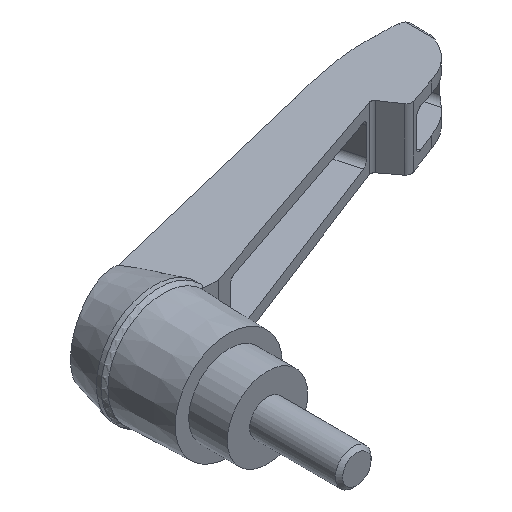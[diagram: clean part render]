
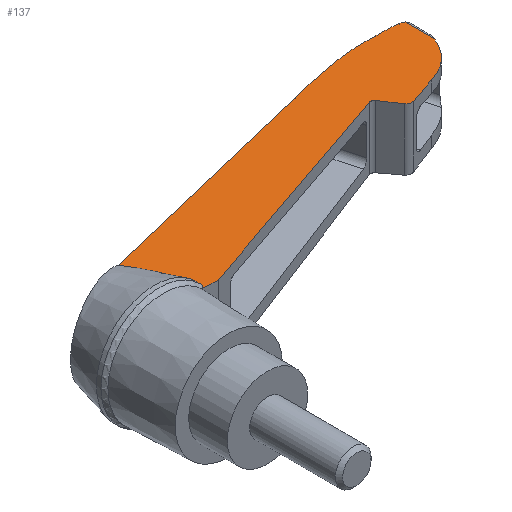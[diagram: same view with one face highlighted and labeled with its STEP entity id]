
A CAD part, isometric view. The second image highlights one B-rep face of the part: STEP entity #137.
In plain terms, the highlighted planar face has unit normal (0.034, 0, 0.999).
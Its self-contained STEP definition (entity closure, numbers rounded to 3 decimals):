
#137 = ADVANCED_FACE( '', ( #339 ), #340, .F. );
#339 = FACE_OUTER_BOUND( '', #605, .T. );
#340 = PLANE( '', #606 );
#605 = EDGE_LOOP( '', ( #938, #939, #940, #941, #942, #943, #944, #945, #946, #947, #948, #949, #950, #951, #952, #953 ) );
#606 = AXIS2_PLACEMENT_3D( '', #954, #955, #956 );
#938 = ORIENTED_EDGE( '', *, *, #1650, .F. );
#939 = ORIENTED_EDGE( '', *, *, #1651, .T. );
#940 = ORIENTED_EDGE( '', *, *, #1652, .F. );
#941 = ORIENTED_EDGE( '', *, *, #1653, .F. );
#942 = ORIENTED_EDGE( '', *, *, #1654, .T. );
#943 = ORIENTED_EDGE( '', *, *, #1655, .F. );
#944 = ORIENTED_EDGE( '', *, *, #1656, .F. );
#945 = ORIENTED_EDGE( '', *, *, #1657, .F. );
#946 = ORIENTED_EDGE( '', *, *, #1658, .F. );
#947 = ORIENTED_EDGE( '', *, *, #1659, .F. );
#948 = ORIENTED_EDGE( '', *, *, #1660, .F. );
#949 = ORIENTED_EDGE( '', *, *, #1661, .F. );
#950 = ORIENTED_EDGE( '', *, *, #1662, .F. );
#951 = ORIENTED_EDGE( '', *, *, #1663, .F. );
#952 = ORIENTED_EDGE( '', *, *, #1664, .F. );
#953 = ORIENTED_EDGE( '', *, *, #1613, .F. );
#954 = CARTESIAN_POINT( '', ( 0., 46.5, 6.943 ) );
#955 = DIRECTION( '', ( -0.034, 0., -0.999 ) );
#956 = DIRECTION( '', ( -0.999, 0., 0.034 ) );
#1613 = EDGE_CURVE( '', #1936, #1932, #1938, .T. );
#1650 = EDGE_CURVE( '', #2000, #1936, #2001, .T. );
#1651 = EDGE_CURVE( '', #2000, #2002, #2003, .T. );
#1652 = EDGE_CURVE( '', #2004, #2002, #2005, .T. );
#1653 = EDGE_CURVE( '', #2006, #2004, #2007, .T. );
#1654 = EDGE_CURVE( '', #2006, #2008, #2009, .T. );
#1655 = EDGE_CURVE( '', #2010, #2008, #2011, .T. );
#1656 = EDGE_CURVE( '', #2012, #2010, #2013, .T. );
#1657 = EDGE_CURVE( '', #2014, #2012, #2015, .T. );
#1658 = EDGE_CURVE( '', #2016, #2014, #2017, .T. );
#1659 = EDGE_CURVE( '', #2018, #2016, #2019, .T. );
#1660 = EDGE_CURVE( '', #2020, #2018, #2021, .T. );
#1661 = EDGE_CURVE( '', #2022, #2020, #2023, .T. );
#1662 = EDGE_CURVE( '', #2024, #2022, #2025, .T. );
#1663 = EDGE_CURVE( '', #2026, #2024, #2027, .T. );
#1664 = EDGE_CURVE( '', #1932, #2026, #2028, .T. );
#1932 = VERTEX_POINT( '', #2427 );
#1936 = VERTEX_POINT( '', #2440 );
#1938 = B_SPLINE_CURVE_WITH_KNOTS( '', 3, ( #2442, #2443, #2444, #2445, #2446, #2447, #2448, #2449, #2450, #2451, #2452, #2453 ), .UNSPECIFIED., .F., .F., ( 4, 2, 2, 2, 2, 4 ), ( 0., 0.002, 0.005, 0.007, 0.009, 0.01 ), .UNSPECIFIED. );
#2000 = VERTEX_POINT( '', #2540 );
#2001 = LINE( '', #2541, #2542 );
#2002 = VERTEX_POINT( '', #2543 );
#2003 = B_SPLINE_CURVE_WITH_KNOTS( '', 3, ( #2544, #2545, #2546, #2547, #2548, #2549 ), .UNSPECIFIED., .F., .F., ( 4, 2, 4 ), ( 0., 0.001, 0.001 ), .UNSPECIFIED. );
#2004 = VERTEX_POINT( '', #2550 );
#2005 = LINE( '', #2551, #2552 );
#2006 = VERTEX_POINT( '', #2553 );
#2007 = LINE( '', #2554, #2555 );
#2008 = VERTEX_POINT( '', #2556 );
#2009 = ELLIPSE( '', #2557, 0.7, 0.7 );
#2010 = VERTEX_POINT( '', #2558 );
#2011 = LINE( '', #2559, #2560 );
#2012 = VERTEX_POINT( '', #2561 );
#2013 = ELLIPSE( '', #2562, 1.001, 1. );
#2014 = VERTEX_POINT( '', #2563 );
#2015 = LINE( '', #2564, #2565 );
#2016 = VERTEX_POINT( '', #2566 );
#2017 = ELLIPSE( '', #2567, 10.006, 10. );
#2018 = VERTEX_POINT( '', #2568 );
#2019 = LINE( '', #2569, #2570 );
#2020 = VERTEX_POINT( '', #2571 );
#2021 = ELLIPSE( '', #2572, 1.601, 1.6 );
#2022 = VERTEX_POINT( '', #2573 );
#2023 = ELLIPSE( '', #2574, 35.02, 35. );
#2024 = VERTEX_POINT( '', #2575 );
#2025 = ELLIPSE( '', #2576, 35.02, 35. );
#2026 = VERTEX_POINT( '', #2577 );
#2027 = ELLIPSE( '', #2578, 141.08, 141. );
#2028 = LINE( '', #2579, #2580 );
#2427 = CARTESIAN_POINT( '', ( 2.77, 27.859, 6.849 ) );
#2440 = CARTESIAN_POINT( '', ( 7.079, 19., 6.704 ) );
#2442 = CARTESIAN_POINT( '', ( 7.079, 19., 6.704 ) );
#2443 = CARTESIAN_POINT( '', ( 6.787, 19.77, 6.714 ) );
#2444 = CARTESIAN_POINT( '', ( 6.487, 20.537, 6.724 ) );
#2445 = CARTESIAN_POINT( '', ( 5.863, 22.061, 6.745 ) );
#2446 = CARTESIAN_POINT( '', ( 5.539, 22.819, 6.756 ) );
#2447 = CARTESIAN_POINT( '', ( 4.854, 24.317, 6.779 ) );
#2448 = CARTESIAN_POINT( '', ( 4.492, 25.057, 6.791 ) );
#2449 = CARTESIAN_POINT( '', ( 3.899, 26.141, 6.811 ) );
#2450 = CARTESIAN_POINT( '', ( 3.693, 26.497, 6.818 ) );
#2451 = CARTESIAN_POINT( '', ( 3.254, 27.194, 6.833 ) );
#2452 = CARTESIAN_POINT( '', ( 3.022, 27.535, 6.841 ) );
#2453 = CARTESIAN_POINT( '', ( 2.77, 27.859, 6.849 ) );
#2540 = CARTESIAN_POINT( '', ( 7.079, 18.24, 6.704 ) );
#2541 = CARTESIAN_POINT( '', ( 7.079, 55.578, 6.704 ) );
#2542 = VECTOR( '', #3125, 1000. );
#2543 = CARTESIAN_POINT( '', ( 6.456, 17.5, 6.725 ) );
#2544 = CARTESIAN_POINT( '', ( 7.079, 18.24, 6.704 ) );
#2545 = CARTESIAN_POINT( '', ( 7.06, 18.071, 6.705 ) );
#2546 = CARTESIAN_POINT( '', ( 6.979, 17.916, 6.707 ) );
#2547 = CARTESIAN_POINT( '', ( 6.752, 17.666, 6.715 ) );
#2548 = CARTESIAN_POINT( '', ( 6.61, 17.571, 6.72 ) );
#2549 = CARTESIAN_POINT( '', ( 6.456, 17.5, 6.725 ) );
#2550 = CARTESIAN_POINT( '', ( 9.2, 17.5, 6.633 ) );
#2551 = CARTESIAN_POINT( '', ( -0.095, 17.5, 6.946 ) );
#2552 = VECTOR( '', #3126, 1000. );
#2553 = CARTESIAN_POINT( '', ( 49.14, 32.037, 5.285 ) );
#2554 = CARTESIAN_POINT( '', ( 9.107, 17.466, 6.636 ) );
#2555 = VECTOR( '', #3127, 1000. );
#2556 = CARTESIAN_POINT( '', ( 49.953, 31.781, 5.258 ) );
#2557 = AXIS2_PLACEMENT_3D( '', #3128, #3129, #3130 );
#2558 = CARTESIAN_POINT( '', ( 51.927, 28.962, 5.191 ) );
#2559 = CARTESIAN_POINT( '', ( 49.903, 31.852, 5.259 ) );
#2560 = VECTOR( '', #3131, 1000. );
#2561 = CARTESIAN_POINT( '', ( 53.088, 28.596, 5.152 ) );
#2562 = AXIS2_PLACEMENT_3D( '', #3132, #3133, #3134 );
#2563 = CARTESIAN_POINT( '', ( 57.9, 30.347, 4.99 ) );
#2564 = CARTESIAN_POINT( '', ( 52.951, 28.546, 5.156 ) );
#2565 = VECTOR( '', #3135, 1000. );
#2566 = CARTESIAN_POINT( '', ( 64.324, 36.302, 4.773 ) );
#2567 = AXIS2_PLACEMENT_3D( '', #3136, #3137, #3138 );
#2568 = CARTESIAN_POINT( '', ( 64.324, 41.207, 4.773 ) );
#2569 = CARTESIAN_POINT( '', ( 64.324, 46.5, 4.773 ) );
#2570 = VECTOR( '', #3139, 1000. );
#2571 = CARTESIAN_POINT( '', ( 63.6, 41.487, 4.797 ) );
#2572 = AXIS2_PLACEMENT_3D( '', #3140, #3141, #3142 );
#2573 = CARTESIAN_POINT( '', ( 59.7, 41.5, 4.929 ) );
#2574 = AXIS2_PLACEMENT_3D( '', #3143, #3144, #3145 );
#2575 = CARTESIAN_POINT( '', ( 53., 41., 5.155 ) );
#2576 = AXIS2_PLACEMENT_3D( '', #3146, #3147, #3148 );
#2577 = CARTESIAN_POINT( '', ( 43.4, 38.746, 5.479 ) );
#2578 = AXIS2_PLACEMENT_3D( '', #3149, #3150, #3151 );
#2579 = CARTESIAN_POINT( '', ( 43.266, 38.71, 5.483 ) );
#2580 = VECTOR( '', #3152, 1000. );
#3125 = DIRECTION( '', ( 0., 1., 0. ) );
#3126 = DIRECTION( '', ( -0.999, 0., 0.034 ) );
#3127 = DIRECTION( '', ( -0.939, -0.342, 0.032 ) );
#3128 = CARTESIAN_POINT( '', ( 49.38, 31.379, 5.277 ) );
#3129 = DIRECTION( '', ( -0.034, 0., -0.999 ) );
#3130 = DIRECTION( '', ( 0.999, 0., -0.034 ) );
#3131 = DIRECTION( '', ( -0.573, 0.819, 0.019 ) );
#3132 = CARTESIAN_POINT( '', ( 52.746, 29.535, 5.163 ) );
#3133 = DIRECTION( '', ( -0.034, 0., -0.999 ) );
#3134 = DIRECTION( '', ( 0.999, 0., -0.034 ) );
#3135 = DIRECTION( '', ( -0.939, -0.342, 0.032 ) );
#3136 = CARTESIAN_POINT( '', ( 55., 39.917, 5.087 ) );
#3137 = DIRECTION( '', ( -0.034, 0., -0.999 ) );
#3138 = DIRECTION( '', ( 0.999, 0., -0.034 ) );
#3139 = DIRECTION( '', ( 0., -1., 0. ) );
#3140 = CARTESIAN_POINT( '', ( 63.4, 39.9, 4.804 ) );
#3141 = DIRECTION( '', ( -0.034, 0., -0.999 ) );
#3142 = DIRECTION( '', ( 0.999, 0., -0.034 ) );
#3143 = CARTESIAN_POINT( '', ( 61.538, 6.548, 4.867 ) );
#3144 = DIRECTION( '', ( -0.034, 0., -0.999 ) );
#3145 = DIRECTION( '', ( 0.999, 0., -0.034 ) );
#3146 = CARTESIAN_POINT( '', ( 58.943, 6.508, 4.954 ) );
#3147 = DIRECTION( '', ( -0.034, 0., -0.999 ) );
#3148 = DIRECTION( '', ( 0.999, 0., -0.034 ) );
#3149 = CARTESIAN_POINT( '', ( 80.407, -97.311, 4.23 ) );
#3150 = DIRECTION( '', ( -0.034, 0., -0.999 ) );
#3151 = DIRECTION( '', ( 0.999, 0., -0.034 ) );
#3152 = DIRECTION( '', ( 0.965, 0.259, -0.033 ) );
